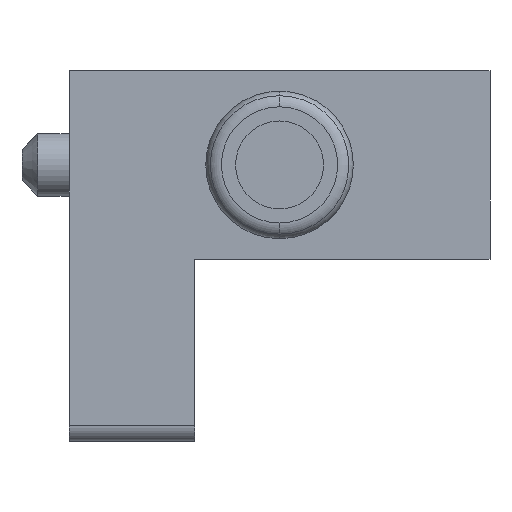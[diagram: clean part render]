
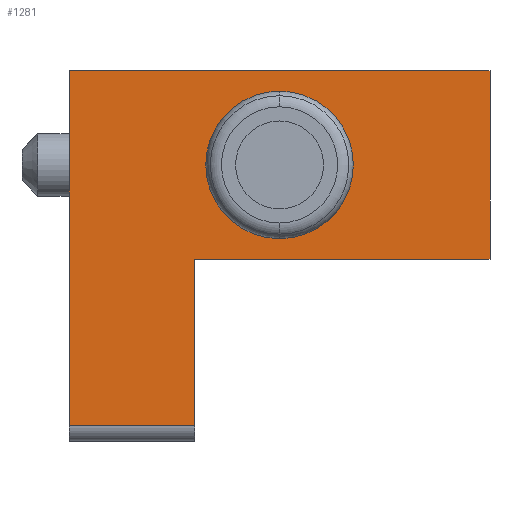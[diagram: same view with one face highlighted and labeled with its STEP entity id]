
A CAD part, front view. The second image highlights one B-rep face of the part: STEP entity #1281.
In plain terms, the highlighted planar face has unit normal (0, -1, 0).
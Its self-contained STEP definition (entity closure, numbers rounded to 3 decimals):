
#179=DIRECTION('',(0.,0.,1.));
#180=VECTOR('',#179,11.3);
#181=CARTESIAN_POINT('',(-5.732,7.866,-5.4));
#182=LINE('',#181,#180);
#280=DIRECTION('',(-1.,0.,0.));
#281=VECTOR('',#280,13.4);
#282=CARTESIAN_POINT('',(7.668,7.866,5.9));
#283=LINE('',#282,#281);
#284=DIRECTION('',(0.,0.,1.));
#285=VECTOR('',#284,6.);
#286=CARTESIAN_POINT('',(7.668,7.866,-0.1));
#287=LINE('',#286,#285);
#288=DIRECTION('',(1.,0.,0.));
#289=VECTOR('',#288,9.4);
#290=CARTESIAN_POINT('',(-1.732,7.866,-0.1));
#291=LINE('',#290,#289);
#292=DIRECTION('',(0.,0.,1.));
#293=VECTOR('',#292,5.3);
#294=CARTESIAN_POINT('',(-1.732,7.866,-5.4));
#295=LINE('',#294,#293);
#296=CARTESIAN_POINT('',(0.968,7.866,2.9));
#297=DIRECTION('',(0.,1.,0.));
#298=DIRECTION('',(1.,0.,0.));
#299=AXIS2_PLACEMENT_3D('',#296,#297,#298);
#301=CARTESIAN_POINT('',(0.968,7.866,2.9));
#302=DIRECTION('',(0.,1.,0.));
#303=DIRECTION('',(-1.,0.,0.));
#304=AXIS2_PLACEMENT_3D('',#301,#302,#303);
#306=DIRECTION('',(-1.,0.,0.));
#307=VECTOR('',#306,4.);
#308=CARTESIAN_POINT('',(-1.732,7.866,-5.4));
#309=LINE('',#308,#307);
#765=CARTESIAN_POINT('',(-1.732,7.866,-0.1));
#766=VERTEX_POINT('',#765);
#767=CARTESIAN_POINT('',(-1.732,7.866,-5.4));
#768=VERTEX_POINT('',#767);
#777=CARTESIAN_POINT('',(-5.732,7.866,-5.4));
#778=VERTEX_POINT('',#777);
#779=CARTESIAN_POINT('',(7.668,7.866,-0.1));
#780=VERTEX_POINT('',#779);
#781=CARTESIAN_POINT('',(7.668,7.866,5.9));
#782=VERTEX_POINT('',#781);
#783=CARTESIAN_POINT('',(-5.732,7.866,5.9));
#784=VERTEX_POINT('',#783);
#829=CARTESIAN_POINT('',(-1.382,7.866,2.9));
#831=VERTEX_POINT('',#829);
#833=CARTESIAN_POINT('',(3.318,7.866,2.9));
#835=VERTEX_POINT('',#833);
#1261=CARTESIAN_POINT('',(-5.732,7.866,2.9));
#1262=DIRECTION('',(0.,-1.,0.));
#1263=DIRECTION('',(1.,0.,0.));
#1264=AXIS2_PLACEMENT_3D('',#1261,#1262,#1263);
#1265=PLANE('',#1264);
#1267=ORIENTED_EDGE('',*,*,#1266,.T.);
#1268=ORIENTED_EDGE('',*,*,#1121,.T.);
#1269=ORIENTED_EDGE('',*,*,#1187,.F.);
#1270=ORIENTED_EDGE('',*,*,#1255,.F.);
#1271=ORIENTED_EDGE('',*,*,#1022,.F.);
#1272=ORIENTED_EDGE('',*,*,#1078,.F.);
#1273=EDGE_LOOP('',(#1267,#1268,#1269,#1270,#1271,#1272));
#1274=FACE_OUTER_BOUND('',#1273,.F.);
#1276=ORIENTED_EDGE('',*,*,#1275,.F.);
#1278=ORIENTED_EDGE('',*,*,#1277,.F.);
#1279=EDGE_LOOP('',(#1276,#1278));
#1280=FACE_BOUND('',#1279,.F.);
#300=CIRCLE('',#299,2.35);
#305=CIRCLE('',#304,2.35);
#1022=EDGE_CURVE('',#766,#780,#291,.T.);
#1078=EDGE_CURVE('',#768,#766,#295,.T.);
#1121=EDGE_CURVE('',#778,#784,#182,.T.);
#1187=EDGE_CURVE('',#782,#784,#283,.T.);
#1255=EDGE_CURVE('',#780,#782,#287,.T.);
#1266=EDGE_CURVE('',#768,#778,#309,.T.);
#1275=EDGE_CURVE('',#835,#831,#300,.T.);
#1277=EDGE_CURVE('',#831,#835,#305,.T.);
#1281=ADVANCED_FACE('',(#1274,#1280),#1265,.T.);
